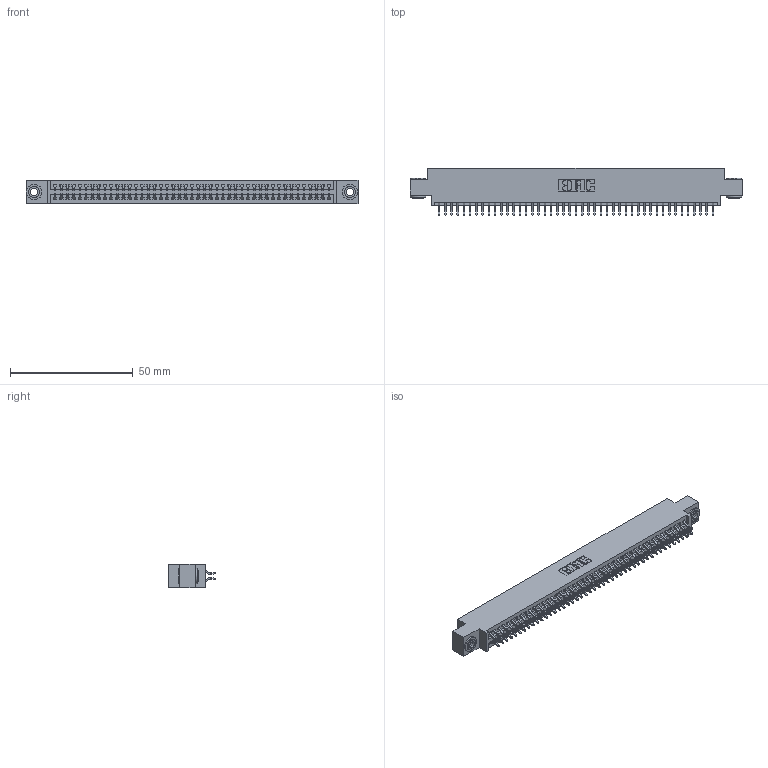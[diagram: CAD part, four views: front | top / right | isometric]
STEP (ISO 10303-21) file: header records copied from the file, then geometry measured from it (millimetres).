
FILE_DESCRIPTION (( 'STEP AP203' ), '1' );
FILE_NAME ('395-090-556-803.STEP', '2019-10-25T17:38:52', ( '' ), ( '' ), 'SwSTEP 2.0', 'SolidWorks 2016', '' );
FILE_SCHEMA (( 'CONFIG_CONTROL_DESIGN' ));
Length unit declared in the file: inch
Products named in the file (4): 345 Part_0.170 Offset - 0.156 Dia-TH; 345-292-001_556 Tail; 345-250-002_345-250-002-102; 395-090-556-803
Assembly tree (93 placements, depth 2):
  395-090-556-803
    345 Part_0.170 Offset - 0.156 Dia-TH
    345-292-001_556 Tail  x90
    345-250-002_345-250-002-102  x2
Bounding box: 135.51 x 19.24 x 9.4 mm (x, y, z)
Volume: 13093.8 mm3; surface area: 19682.5 mm2
Topology: 93 solids, 93 shells, 5208 faces, 15459 edges, 10182 vertices
Faces by surface type: plane 3424, cylinder 1776, cone 8
Entity records: 35906 total; most frequent: CARTESIAN_POINT 6007, ORIENTED_EDGE 5922, DIRECTION 5311, EDGE_CURVE 2961, VECTOR 2617, LINE 2617, VERTEX_POINT 1970, AXIS2_PLACEMENT_3D 1347
